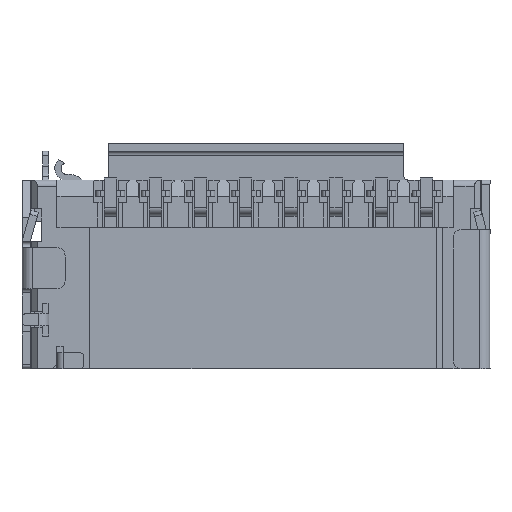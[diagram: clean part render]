
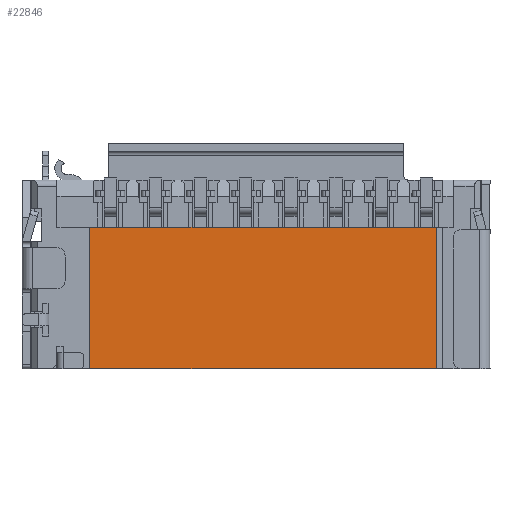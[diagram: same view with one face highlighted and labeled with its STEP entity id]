
A CAD part, front view. The second image highlights one B-rep face of the part: STEP entity #22846.
In plain terms, the highlighted planar face has unit normal (0, -1, 0).
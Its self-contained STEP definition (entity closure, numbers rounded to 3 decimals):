
#174=PLANE('',#24505);
#2083=ORIENTED_EDGE('',*,*,#7027,.F.);
#2084=ORIENTED_EDGE('',*,*,#7024,.T.);
#2085=ORIENTED_EDGE('',*,*,#7026,.F.);
#2086=ORIENTED_EDGE('',*,*,#6666,.T.);
#6666=EDGE_CURVE('',#10665,#10664,#14138,.T.);
#7024=EDGE_CURVE('',#10909,#10965,#14463,.T.);
#7026=EDGE_CURVE('',#10665,#10965,#14465,.T.);
#7027=EDGE_CURVE('',#10909,#10664,#14466,.T.);
#10664=VERTEX_POINT('',#32596);
#10665=VERTEX_POINT('',#32598);
#10909=VERTEX_POINT('',#33257);
#10965=VERTEX_POINT('',#33369);
#14138=LINE('',#32597,#17594);
#14463=LINE('',#33370,#17919);
#14465=LINE('',#33373,#17921);
#14466=LINE('',#33375,#17922);
#17594=VECTOR('',#26158,1000.);
#17919=VECTOR('',#26633,1000.);
#17921=VECTOR('',#26637,1000.);
#17922=VECTOR('',#26640,1000.);
#20943=EDGE_LOOP('',(#2083,#2084,#2085,#2086));
#21812=FACE_BOUND('',#20943,.T.);
#22846=ADVANCED_FACE('',(#21812),#174,.T.);
#24505=AXIS2_PLACEMENT_3D('',#33374,#26638,#26639);
#26158=DIRECTION('',(1.,0.,0.));
#26633=DIRECTION('',(-1.,0.,0.));
#26637=DIRECTION('',(0.,0.,1.));
#26638=DIRECTION('',(0.,-1.,0.));
#26639=DIRECTION('',(0.,0.,-1.));
#26640=DIRECTION('',(0.,0.,-1.));
#32596=CARTESIAN_POINT('',(4.1,-0.9,-2.3));
#32597=CARTESIAN_POINT('',(-4.35,-0.9,-2.3));
#32598=CARTESIAN_POINT('',(-4.35,-0.9,-2.3));
#33257=CARTESIAN_POINT('',(4.1,-0.9,1.15));
#33369=CARTESIAN_POINT('',(-4.35,-0.9,1.15));
#33370=CARTESIAN_POINT('',(4.1,-0.9,1.15));
#33373=CARTESIAN_POINT('',(-4.35,-0.9,-2.3));
#33374=CARTESIAN_POINT('',(-4.35,-0.9,-2.3));
#33375=CARTESIAN_POINT('',(4.1,-0.9,-0.575));
